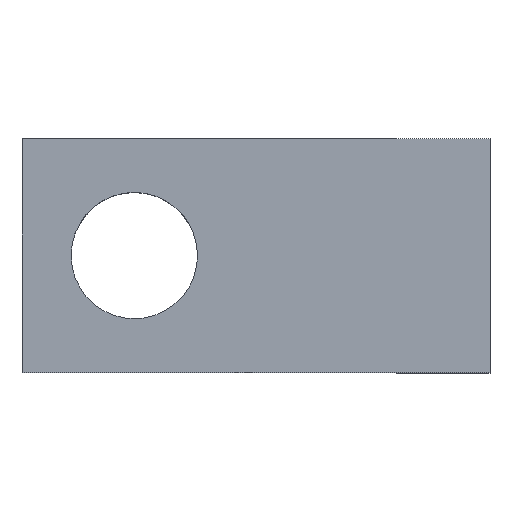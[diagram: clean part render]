
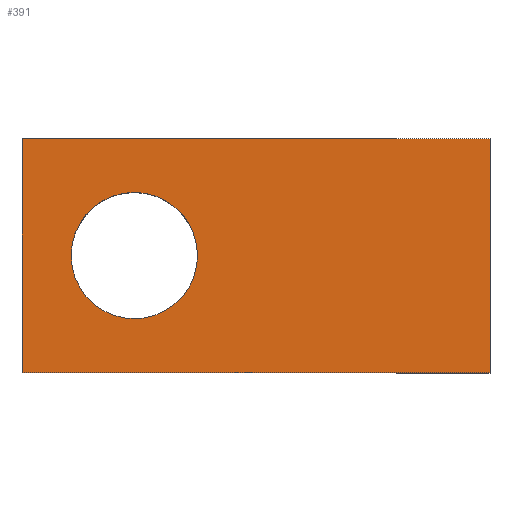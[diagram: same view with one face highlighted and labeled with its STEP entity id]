
A CAD part, top view. The second image highlights one B-rep face of the part: STEP entity #391.
In plain terms, the highlighted planar face has unit normal (0, 0, 1).
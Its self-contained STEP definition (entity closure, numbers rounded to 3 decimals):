
#112=CARTESIAN_POINT('',(0.,1.35,2.0));
#113=VERTEX_POINT('',#112);
#122=CARTESIAN_POINT('',(0.,-1.35,2.0));
#123=VERTEX_POINT('',#122);
#124=CARTESIAN_POINT('',(0.0,0.0,2.0));
#125=DIRECTION('',(0.0,0.0,-1.0));
#126=DIRECTION('',(0.0,1.0,0.0));
#127=AXIS2_PLACEMENT_3D('',#124,#125,#126);
#128=CIRCLE('',#127,1.35);
#129=EDGE_CURVE('',#123,#113,#128,.T.);
#163=CARTESIAN_POINT('',(0.0,0.0,2.0));
#164=DIRECTION('',(0.0,0.0,-1.0));
#165=DIRECTION('',(0.0,1.0,0.0));
#166=AXIS2_PLACEMENT_3D('',#163,#164,#165);
#167=CIRCLE('',#166,1.35);
#168=EDGE_CURVE('',#113,#123,#167,.T.);
#212=CARTESIAN_POINT('',(-2.4,-2.5,2.0));
#213=VERTEX_POINT('',#212);
#220=CARTESIAN_POINT('',(-2.4,2.5,2.0));
#221=VERTEX_POINT('',#220);
#222=CARTESIAN_POINT('',(-2.4,-2.5,2.0));
#223=DIRECTION('',(0.0,1.0,0.0));
#224=VECTOR('',#223,5.0);
#225=LINE('',#222,#224);
#226=EDGE_CURVE('',#213,#221,#225,.T.);
#312=CARTESIAN_POINT('',(7.6,2.5,2.0));
#313=VERTEX_POINT('',#312);
#331=CARTESIAN_POINT('',(7.6,2.5,2.0));
#332=DIRECTION('',(-1.0,0.0,0.0));
#333=VECTOR('',#332,10.);
#334=LINE('',#331,#333);
#335=EDGE_CURVE('',#313,#221,#334,.T.);
#364=CARTESIAN_POINT('',(7.6,2.5,2.0));
#365=DIRECTION('',(0.0,0.0,1.0));
#366=DIRECTION('',(1.0,0.0,0.0));
#367=AXIS2_PLACEMENT_3D('',#364,#365,#366);
#368=PLANE('',#367);
#369=CARTESIAN_POINT('',(7.6,-2.5,2.0));
#370=VERTEX_POINT('',#369);
#371=CARTESIAN_POINT('',(7.6,-2.5,2.0));
#372=DIRECTION('',(-1.0,0.0,0.0));
#373=VECTOR('',#372,10.);
#374=LINE('',#371,#373);
#375=EDGE_CURVE('',#370,#213,#374,.T.);
#376=ORIENTED_EDGE('',*,*,#375,.F.);
#377=CARTESIAN_POINT('',(7.6,-2.5,2.0));
#378=DIRECTION('',(0.0,1.0,0.0));
#379=VECTOR('',#378,5.0);
#380=LINE('',#377,#379);
#381=EDGE_CURVE('',#370,#313,#380,.T.);
#382=ORIENTED_EDGE('',*,*,#381,.T.);
#383=ORIENTED_EDGE('',*,*,#335,.T.);
#384=ORIENTED_EDGE('',*,*,#226,.F.);
#385=EDGE_LOOP('',(#376,#382,#383,#384));
#386=FACE_OUTER_BOUND('',#385,.T.);
#387=ORIENTED_EDGE('',*,*,#129,.T.);
#388=ORIENTED_EDGE('',*,*,#168,.T.);
#389=EDGE_LOOP('',(#387,#388));
#390=FACE_BOUND('',#389,.T.);
#391=ADVANCED_FACE('',(#386,#390),#368,.T.);
